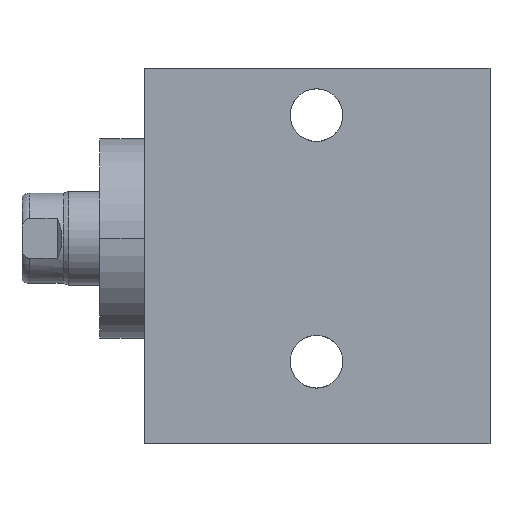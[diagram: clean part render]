
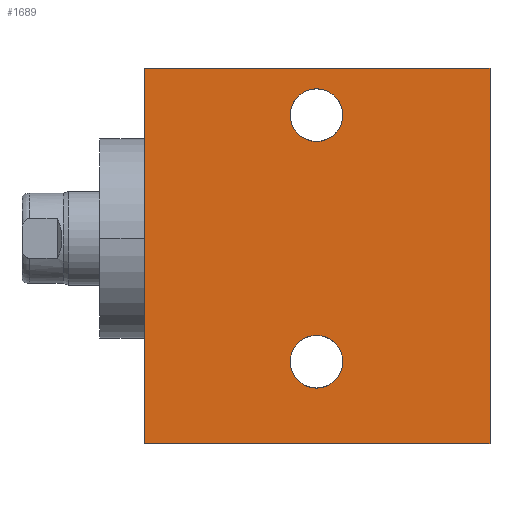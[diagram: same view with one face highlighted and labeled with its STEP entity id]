
A CAD part, front view. The second image highlights one B-rep face of the part: STEP entity #1689.
In plain terms, the highlighted planar face has unit normal (0, -1, 0).
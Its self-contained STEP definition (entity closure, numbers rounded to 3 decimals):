
#123=DIRECTION('',(0.,0.,-1.));
#124=VECTOR('',#123,50.8);
#125=CARTESIAN_POINT('',(0.,-14.288,23.012));
#126=LINE('',#125,#124);
#238=DIRECTION('',(1.,0.,0.));
#239=VECTOR('',#238,46.787);
#240=CARTESIAN_POINT('',(0.,-14.288,-27.788));
#241=LINE('',#240,#239);
#277=DIRECTION('',(1.,0.,0.));
#278=VECTOR('',#277,46.787);
#279=CARTESIAN_POINT('',(0.,-14.288,23.012));
#280=LINE('',#279,#278);
#284=CARTESIAN_POINT('',(23.317,-14.288,16.662));
#285=DIRECTION('',(0.,-1.,0.));
#286=DIRECTION('',(1.,0.,0.));
#287=AXIS2_PLACEMENT_3D('',#284,#285,#286);
#292=CARTESIAN_POINT('',(23.317,-14.288,16.662));
#293=DIRECTION('',(0.,-1.,0.));
#294=DIRECTION('',(-1.,0.,0.));
#295=AXIS2_PLACEMENT_3D('',#292,#293,#294);
#300=CARTESIAN_POINT('',(23.317,-14.288,-16.688));
#301=DIRECTION('',(0.,-1.,0.));
#302=DIRECTION('',(1.,0.,0.));
#303=AXIS2_PLACEMENT_3D('',#300,#301,#302);
#308=CARTESIAN_POINT('',(23.317,-14.288,-16.688));
#309=DIRECTION('',(0.,-1.,0.));
#310=DIRECTION('',(-1.,0.,0.));
#311=AXIS2_PLACEMENT_3D('',#308,#309,#310);
#337=DIRECTION('',(0.,0.,-1.));
#338=VECTOR('',#337,50.8);
#339=CARTESIAN_POINT('',(46.787,-14.288,23.012));
#340=LINE('',#339,#338);
#1393=CARTESIAN_POINT('',(0.,-14.288,23.012));
#1395=VERTEX_POINT('',#1393);
#1396=CARTESIAN_POINT('',(0.,-14.288,-27.788));
#1397=VERTEX_POINT('',#1396);
#1401=CARTESIAN_POINT('',(46.787,-14.288,23.012));
#1403=VERTEX_POINT('',#1401);
#1404=CARTESIAN_POINT('',(46.787,-14.288,-27.788));
#1405=VERTEX_POINT('',#1404);
#1416=CARTESIAN_POINT('',(26.886,-14.288,16.662));
#1417=CARTESIAN_POINT('',(19.749,-14.288,16.662));
#1418=VERTEX_POINT('',#1416);
#1419=VERTEX_POINT('',#1417);
#1430=CARTESIAN_POINT('',(26.886,-14.288,-16.688));
#1431=CARTESIAN_POINT('',(19.749,-14.288,-16.688));
#1432=VERTEX_POINT('',#1430);
#1433=VERTEX_POINT('',#1431);
#1665=CARTESIAN_POINT('',(0.,-14.288,23.012));
#1666=DIRECTION('',(0.,-1.,0.));
#1667=DIRECTION('',(0.,0.,-1.));
#1668=AXIS2_PLACEMENT_3D('',#1665,#1666,#1667);
#1669=PLANE('',#1668);
#1670=ORIENTED_EDGE('',*,*,#1571,.F.);
#1671=ORIENTED_EDGE('',*,*,#1608,.T.);
#1673=ORIENTED_EDGE('',*,*,#1672,.T.);
#1674=ORIENTED_EDGE('',*,*,#1645,.F.);
#1675=EDGE_LOOP('',(#1670,#1671,#1673,#1674));
#1676=FACE_OUTER_BOUND('',#1675,.F.);
#1678=ORIENTED_EDGE('',*,*,#1677,.T.);
#1680=ORIENTED_EDGE('',*,*,#1679,.T.);
#1681=EDGE_LOOP('',(#1678,#1680));
#1682=FACE_BOUND('',#1681,.F.);
#1684=ORIENTED_EDGE('',*,*,#1683,.T.);
#1686=ORIENTED_EDGE('',*,*,#1685,.T.);
#1687=EDGE_LOOP('',(#1684,#1686));
#1688=FACE_BOUND('',#1687,.F.);
#1689=ADVANCED_FACE('',(#1676,#1682,#1688),#1669,.T.);
#288=CIRCLE('',#287,3.569);
#296=CIRCLE('',#295,3.569);
#304=CIRCLE('',#303,3.569);
#312=CIRCLE('',#311,3.569);
#1571=EDGE_CURVE('',#1395,#1397,#126,.T.);
#1608=EDGE_CURVE('',#1395,#1403,#280,.T.);
#1645=EDGE_CURVE('',#1397,#1405,#241,.T.);
#1672=EDGE_CURVE('',#1403,#1405,#340,.T.);
#1677=EDGE_CURVE('',#1418,#1419,#288,.T.);
#1679=EDGE_CURVE('',#1419,#1418,#296,.T.);
#1683=EDGE_CURVE('',#1432,#1433,#304,.T.);
#1685=EDGE_CURVE('',#1433,#1432,#312,.T.);
